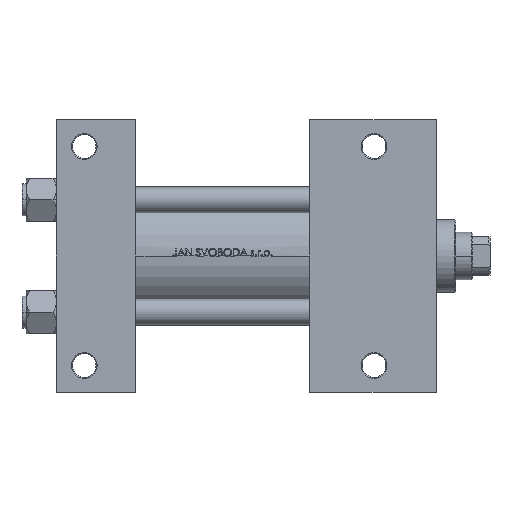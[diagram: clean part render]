
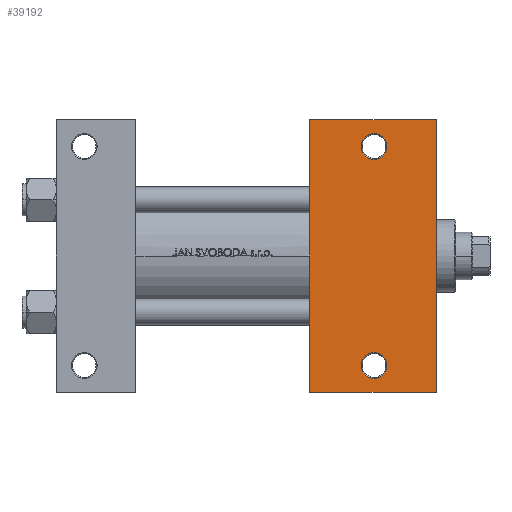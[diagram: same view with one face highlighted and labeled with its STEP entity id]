
A CAD part, front view. The second image highlights one B-rep face of the part: STEP entity #39192.
In plain terms, the highlighted face is planar.
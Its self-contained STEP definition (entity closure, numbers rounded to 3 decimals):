
#572 = CARTESIAN_POINT ( 'NONE',  ( 177., -63.5, -37.5 ) ) ;
#1114 = DIRECTION ( 'NONE',  ( -1., 0., 0. ) ) ;
#1230 = CARTESIAN_POINT ( 'NONE',  ( 148., 51., -37.5 ) ) ;
#1489 = ORIENTED_EDGE ( 'NONE', *, *, #34896, .T. ) ;
#2313 = AXIS2_PLACEMENT_3D ( 'NONE', #1230, #31616, #27897 ) ;
#2374 = CIRCLE ( 'NONE', #34965, 5.999 ) ;
#3312 = VECTOR ( 'NONE', #39708, 1000. ) ;
#3461 = VERTEX_POINT ( 'NONE', #45658 ) ;
#3773 = VECTOR ( 'NONE', #41249, 1000. ) ;
#4127 = CARTESIAN_POINT ( 'NONE',  ( 148., -51., -37.5 ) ) ;
#5865 = FACE_OUTER_BOUND ( 'NONE', #32596, .T. ) ;
#6325 = DIRECTION ( 'NONE',  ( 0., -1., 0. ) ) ;
#6329 = LINE ( 'NONE', #32965, #3312 ) ;
#6689 = DIRECTION ( 'NONE',  ( 0., 0., 1. ) ) ;
#8267 = LINE ( 'NONE', #23459, #41059 ) ;
#9124 = ORIENTED_EDGE ( 'NONE', *, *, #31559, .T. ) ;
#10277 = EDGE_CURVE ( 'NONE', #20181, #19838, #43671, .T. ) ;
#11573 = DIRECTION ( 'NONE',  ( 0., 0., 1. ) ) ;
#12253 = CARTESIAN_POINT ( 'NONE',  ( 153.999, 51., -37.5 ) ) ;
#12558 = VERTEX_POINT ( 'NONE', #24677 ) ;
#13367 = VERTEX_POINT ( 'NONE', #38826 ) ;
#14034 = CARTESIAN_POINT ( 'NONE',  ( 177., 37.5, -37.5 ) ) ;
#14790 = EDGE_CURVE ( 'NONE', #18725, #31501, #2374, .T. ) ;
#17491 = ORIENTED_EDGE ( 'NONE', *, *, #46602, .T. ) ;
#17624 = CARTESIAN_POINT ( 'NONE',  ( 177., 63.5, -37.5 ) ) ;
#18296 = PLANE ( 'NONE',  #38132 ) ;
#18725 = VERTEX_POINT ( 'NONE', #42460 ) ;
#19309 = DIRECTION ( 'NONE',  ( 0., 0., 1. ) ) ;
#19838 = VERTEX_POINT ( 'NONE', #572 ) ;
#19845 = CIRCLE ( 'NONE', #2313, 5.999 ) ;
#20181 = VERTEX_POINT ( 'NONE', #17624 ) ;
#23459 = CARTESIAN_POINT ( 'NONE',  ( 118., -63.5, -37.5 ) ) ;
#23577 = EDGE_LOOP ( 'NONE', ( #33484, #34261 ) ) ;
#23973 = AXIS2_PLACEMENT_3D ( 'NONE', #4127, #19309, #34491 ) ;
#24677 = CARTESIAN_POINT ( 'NONE',  ( 153.999, -51., -37.5 ) ) ;
#27897 = DIRECTION ( 'NONE',  ( -1., 0., 0. ) ) ;
#28630 = EDGE_LOOP ( 'NONE', ( #17491, #1489 ) ) ;
#29263 = DIRECTION ( 'NONE',  ( 0., 0., -1. ) ) ;
#29354 = DIRECTION ( 'NONE',  ( -1., 0., 0. ) ) ;
#30742 = CARTESIAN_POINT ( 'NONE',  ( 148., 51., -37.5 ) ) ;
#31501 = VERTEX_POINT ( 'NONE', #12253 ) ;
#31559 = EDGE_CURVE ( 'NONE', #19838, #13367, #8267, .T. ) ;
#31616 = DIRECTION ( 'NONE',  ( 0., 0., 1. ) ) ;
#32596 = EDGE_LOOP ( 'NONE', ( #43999, #38687, #33253, #9124 ) ) ;
#32965 = CARTESIAN_POINT ( 'NONE',  ( 118., 37.5, -37.5 ) ) ;
#33253 = ORIENTED_EDGE ( 'NONE', *, *, #10277, .T. ) ;
#33484 = ORIENTED_EDGE ( 'NONE', *, *, #14790, .T. ) ;
#33510 = CIRCLE ( 'NONE', #23973, 5.999 ) ;
#33990 = EDGE_CURVE ( 'NONE', #3461, #20181, #41727, .T. ) ;
#34261 = ORIENTED_EDGE ( 'NONE', *, *, #37779, .T. ) ;
#34491 = DIRECTION ( 'NONE',  ( -1., 0., 0. ) ) ;
#34896 = EDGE_CURVE ( 'NONE', #12558, #37706, #49132, .T. ) ;
#34965 = AXIS2_PLACEMENT_3D ( 'NONE', #30742, #11573, #1114 ) ;
#36403 = AXIS2_PLACEMENT_3D ( 'NONE', #48522, #6689, #29354 ) ;
#36964 = FACE_BOUND ( 'NONE', #23577, .T. ) ;
#37706 = VERTEX_POINT ( 'NONE', #46390 ) ;
#37779 = EDGE_CURVE ( 'NONE', #31501, #18725, #19845, .T. ) ;
#38132 = AXIS2_PLACEMENT_3D ( 'NONE', #43947, #29263, #47697 ) ;
#38687 = ORIENTED_EDGE ( 'NONE', *, *, #33990, .T. ) ;
#38826 = CARTESIAN_POINT ( 'NONE',  ( 118., -63.5, -37.5 ) ) ;
#38884 = DIRECTION ( 'NONE',  ( -1., 0., 0. ) ) ;
#39192 = ADVANCED_FACE ( 'NONE', ( #36964, #39978, #5865 ), #18296, .T. ) ;
#39708 = DIRECTION ( 'NONE',  ( 0., -1., 0. ) ) ;
#39978 = FACE_BOUND ( 'NONE', #28630, .T. ) ;
#41059 = VECTOR ( 'NONE', #38884, 1000. ) ;
#41249 = DIRECTION ( 'NONE',  ( 1., 0., 0. ) ) ;
#41727 = LINE ( 'NONE', #42222, #3773 ) ;
#42222 = CARTESIAN_POINT ( 'NONE',  ( 118., 63.5, -37.5 ) ) ;
#42460 = CARTESIAN_POINT ( 'NONE',  ( 142.001, 51., -37.5 ) ) ;
#42944 = EDGE_CURVE ( 'NONE', #3461, #13367, #6329, .T. ) ;
#43671 = LINE ( 'NONE', #14034, #44347 ) ;
#43947 = CARTESIAN_POINT ( 'NONE',  ( 177., 37.5, -37.5 ) ) ;
#43999 = ORIENTED_EDGE ( 'NONE', *, *, #42944, .F. ) ;
#44347 = VECTOR ( 'NONE', #6325, 1000. ) ;
#45658 = CARTESIAN_POINT ( 'NONE',  ( 118., 63.5, -37.5 ) ) ;
#46390 = CARTESIAN_POINT ( 'NONE',  ( 142.001, -51., -37.5 ) ) ;
#46602 = EDGE_CURVE ( 'NONE', #37706, #12558, #33510, .T. ) ;
#47697 = DIRECTION ( 'NONE',  ( -1., 0., 0. ) ) ;
#48522 = CARTESIAN_POINT ( 'NONE',  ( 148., -51., -37.5 ) ) ;
#49132 = CIRCLE ( 'NONE', #36403, 5.999 ) ;
